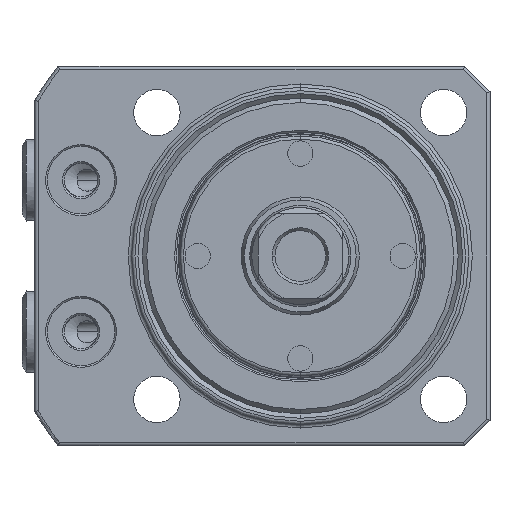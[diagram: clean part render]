
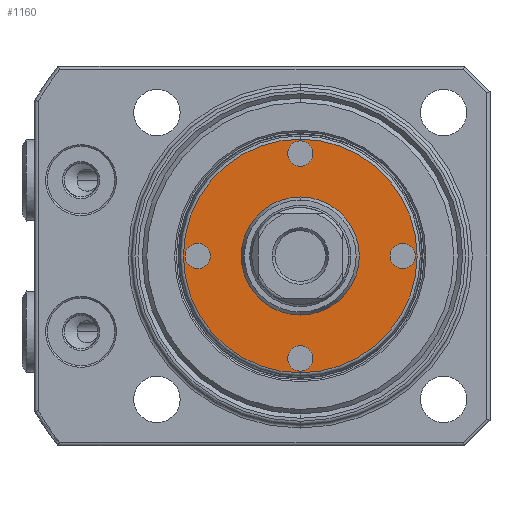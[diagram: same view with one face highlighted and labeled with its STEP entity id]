
A CAD part, front view. The second image highlights one B-rep face of the part: STEP entity #1160.
In plain terms, the highlighted planar face has unit normal (0, -1, 0).
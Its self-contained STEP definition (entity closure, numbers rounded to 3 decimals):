
#271 = VERTEX_POINT ( 'NONE', #9335 ) ;
#272 = VERTEX_POINT ( 'NONE', #9336 ) ;
#274 = VERTEX_POINT ( 'NONE', #9338 ) ;
#275 = VERTEX_POINT ( 'NONE', #9339 ) ;
#297 = AXIS2_PLACEMENT_3D ( 'NONE', #3375, #3385, #3386 ) ;
#299 = AXIS2_PLACEMENT_3D ( 'NONE', #3360, #3361, #3362 ) ;
#314 = AXIS2_PLACEMENT_3D ( 'NONE', #3339, #3340, #3341 ) ;
#320 = AXIS2_PLACEMENT_3D ( 'NONE', #3327, #3328, #3329 ) ;
#326 = AXIS2_PLACEMENT_3D ( 'NONE', #3315, #3316, #3317 ) ;
#334 = AXIS2_PLACEMENT_3D ( 'NONE', #3282, #3289, #3290 ) ;
#347 = AXIS2_PLACEMENT_3D ( 'NONE', #3303, #3304, #3305 ) ;
#815 = AXIS2_PLACEMENT_3D ( 'NONE', #2074, #2075, #2076 ) ;
#816 = AXIS2_PLACEMENT_3D ( 'NONE', #7610, #2072, #2073 ) ;
#817 = AXIS2_PLACEMENT_3D ( 'NONE', #7607, #7608, #7609 ) ;
#819 = AXIS2_PLACEMENT_3D ( 'NONE', #7604, #7605, #7606 ) ;
#824 = AXIS2_PLACEMENT_3D ( 'NONE', #7601, #7602, #7603 ) ;
#1160 = ADVANCED_FACE ( 'NONE', ( #4811, #4808, #4806, #4804, #4802, #4801 ), #1612, .F. ) ;
#1612 = PLANE ( 'NONE',  #4807 ) ;
#1613 = CARTESIAN_POINT ( 'NONE',  ( 0., 0., 0. ) ) ;
#1614 = DIRECTION ( 'NONE',  ( 0., 1., 0. ) ) ;
#1615 = DIRECTION ( 'NONE',  ( 0., 0., 1. ) ) ;
#2072 = DIRECTION ( 'NONE',  ( 0., -1., 0. ) ) ;
#2073 = DIRECTION ( 'NONE',  ( 0., 0., -1. ) ) ;
#2074 = CARTESIAN_POINT ( 'NONE',  ( 12.15, 0., 0. ) ) ;
#2075 = DIRECTION ( 'NONE',  ( 0., -1., 0. ) ) ;
#2076 = DIRECTION ( 'NONE',  ( 0., 0., -1. ) ) ;
#3282 = CARTESIAN_POINT ( 'NONE',  ( 0., 0., 0. ) ) ;
#3289 = DIRECTION ( 'NONE',  ( 0., 1., 0. ) ) ;
#3290 = DIRECTION ( 'NONE',  ( 0., 0., 1. ) ) ;
#3303 = CARTESIAN_POINT ( 'NONE',  ( 12.15, 0., 0. ) ) ;
#3304 = DIRECTION ( 'NONE',  ( 0., -1., 0. ) ) ;
#3305 = DIRECTION ( 'NONE',  ( 0., 0., -1. ) ) ;
#3315 = CARTESIAN_POINT ( 'NONE',  ( 0., 0., -12.15 ) ) ;
#3316 = DIRECTION ( 'NONE',  ( 0., -1., 0. ) ) ;
#3317 = DIRECTION ( 'NONE',  ( 0., 0., -1. ) ) ;
#3327 = CARTESIAN_POINT ( 'NONE',  ( -12.15, 0., 0. ) ) ;
#3328 = DIRECTION ( 'NONE',  ( 0., -1., 0. ) ) ;
#3329 = DIRECTION ( 'NONE',  ( 0., 0., -1. ) ) ;
#3339 = CARTESIAN_POINT ( 'NONE',  ( 0., 0., 12.15 ) ) ;
#3340 = DIRECTION ( 'NONE',  ( 0., -1., 0. ) ) ;
#3341 = DIRECTION ( 'NONE',  ( 0., 0., -1. ) ) ;
#3360 = CARTESIAN_POINT ( 'NONE',  ( 0., 0., 0. ) ) ;
#3361 = DIRECTION ( 'NONE',  ( 0., -1., 0. ) ) ;
#3362 = DIRECTION ( 'NONE',  ( 0., 0., 1. ) ) ;
#3375 = CARTESIAN_POINT ( 'NONE',  ( 0., 0., 0. ) ) ;
#3385 = DIRECTION ( 'NONE',  ( 0., 1., 0. ) ) ;
#3386 = DIRECTION ( 'NONE',  ( 0., 0., 1. ) ) ;
#4542 = ORIENTED_EDGE ( 'NONE', *, *, #8593, .T. ) ;
#4544 = ORIENTED_EDGE ( 'NONE', *, *, #8625, .T. ) ;
#4545 = ORIENTED_EDGE ( 'NONE', *, *, #8287, .T. ) ;
#4801 = FACE_BOUND ( 'NONE', #5386, .T. ) ;
#4802 = FACE_BOUND ( 'NONE', #5385, .T. ) ;
#4804 = FACE_BOUND ( 'NONE', #5383, .T. ) ;
#4806 = FACE_BOUND ( 'NONE', #5382, .T. ) ;
#4807 = AXIS2_PLACEMENT_3D ( 'NONE', #1613, #1614, #1615 ) ;
#4808 = FACE_OUTER_BOUND ( 'NONE', #5506, .T. ) ;
#4811 = FACE_BOUND ( 'NONE', #5512, .T. ) ;
#5315 = VERTEX_POINT ( 'NONE', #7219 ) ;
#5316 = VERTEX_POINT ( 'NONE', #7220 ) ;
#5319 = VERTEX_POINT ( 'NONE', #7223 ) ;
#5382 = EDGE_LOOP ( 'NONE', ( #9277, #9275 ) ) ;
#5383 = EDGE_LOOP ( 'NONE', ( #9279, #9273 ) ) ;
#5385 = EDGE_LOOP ( 'NONE', ( #9276, #9271 ) ) ;
#5386 = EDGE_LOOP ( 'NONE', ( #9274, #9269 ) ) ;
#5506 = EDGE_LOOP ( 'NONE', ( #4545, #9278 ) ) ;
#5512 = EDGE_LOOP ( 'NONE', ( #4544, #4542 ) ) ;
#6163 = CARTESIAN_POINT ( 'NONE',  ( 0., 0., -10.65 ) ) ;
#6167 = CARTESIAN_POINT ( 'NONE',  ( -12.15, 0., -1.5 ) ) ;
#6169 = CARTESIAN_POINT ( 'NONE',  ( 12.15, 0., -1.5 ) ) ;
#6170 = CARTESIAN_POINT ( 'NONE',  ( -12.15, 0., 1.5 ) ) ;
#6171 = CARTESIAN_POINT ( 'NONE',  ( 0., 0., -13.65 ) ) ;
#7219 = CARTESIAN_POINT ( 'NONE',  ( 0., 0., 7. ) ) ;
#7220 = CARTESIAN_POINT ( 'NONE',  ( 0., 0., -7. ) ) ;
#7223 = CARTESIAN_POINT ( 'NONE',  ( 12.15, 0., 1.5 ) ) ;
#7601 = CARTESIAN_POINT ( 'NONE',  ( 0., 0., 0. ) ) ;
#7602 = DIRECTION ( 'NONE',  ( 0., -1., 0. ) ) ;
#7603 = DIRECTION ( 'NONE',  ( 0., 0., 1. ) ) ;
#7604 = CARTESIAN_POINT ( 'NONE',  ( 0., 0., 12.15 ) ) ;
#7605 = DIRECTION ( 'NONE',  ( 0., -1., 0. ) ) ;
#7606 = DIRECTION ( 'NONE',  ( 0., 0., -1. ) ) ;
#7607 = CARTESIAN_POINT ( 'NONE',  ( -12.15, 0., 0. ) ) ;
#7608 = DIRECTION ( 'NONE',  ( 0., -1., 0. ) ) ;
#7609 = DIRECTION ( 'NONE',  ( 0., 0., -1. ) ) ;
#7610 = CARTESIAN_POINT ( 'NONE',  ( 0., 0., -12.15 ) ) ;
#7720 = CIRCLE ( 'NONE', #815, 1.5 ) ;
#7721 = CIRCLE ( 'NONE', #816, 1.5 ) ;
#7938 = CIRCLE ( 'NONE', #297, 7. ) ;
#7942 = CIRCLE ( 'NONE', #299, 13.856 ) ;
#7948 = CIRCLE ( 'NONE', #314, 1.5 ) ;
#7950 = CIRCLE ( 'NONE', #320, 1.5 ) ;
#7952 = CIRCLE ( 'NONE', #326, 1.5 ) ;
#7954 = CIRCLE ( 'NONE', #347, 1.5 ) ;
#7957 = CIRCLE ( 'NONE', #334, 7. ) ;
#8153 = CIRCLE ( 'NONE', #817, 1.5 ) ;
#8154 = CIRCLE ( 'NONE', #819, 1.5 ) ;
#8155 = CIRCLE ( 'NONE', #824, 13.856 ) ;
#8287 = EDGE_CURVE ( 'NONE', #274, #275, #8155, .T. ) ;
#8288 = EDGE_CURVE ( 'NONE', #271, #272, #8154, .T. ) ;
#8289 = EDGE_CURVE ( 'NONE', #9084, #9087, #8153, .T. ) ;
#8290 = EDGE_CURVE ( 'NONE', #9088, #9080, #7721, .T. ) ;
#8291 = EDGE_CURVE ( 'NONE', #9086, #5319, #7720, .T. ) ;
#8593 = EDGE_CURVE ( 'NONE', #5316, #5315, #7957, .T. ) ;
#8598 = EDGE_CURVE ( 'NONE', #5319, #9086, #7954, .T. ) ;
#8602 = EDGE_CURVE ( 'NONE', #9080, #9088, #7952, .T. ) ;
#8606 = EDGE_CURVE ( 'NONE', #9087, #9084, #7950, .T. ) ;
#8610 = EDGE_CURVE ( 'NONE', #272, #271, #7948, .T. ) ;
#8617 = EDGE_CURVE ( 'NONE', #275, #274, #7942, .T. ) ;
#8625 = EDGE_CURVE ( 'NONE', #5315, #5316, #7938, .T. ) ;
#9080 = VERTEX_POINT ( 'NONE', #6163 ) ;
#9084 = VERTEX_POINT ( 'NONE', #6167 ) ;
#9086 = VERTEX_POINT ( 'NONE', #6169 ) ;
#9087 = VERTEX_POINT ( 'NONE', #6170 ) ;
#9088 = VERTEX_POINT ( 'NONE', #6171 ) ;
#9269 = ORIENTED_EDGE ( 'NONE', *, *, #8598, .F. ) ;
#9271 = ORIENTED_EDGE ( 'NONE', *, *, #8602, .F. ) ;
#9273 = ORIENTED_EDGE ( 'NONE', *, *, #8606, .F. ) ;
#9274 = ORIENTED_EDGE ( 'NONE', *, *, #8291, .F. ) ;
#9275 = ORIENTED_EDGE ( 'NONE', *, *, #8610, .F. ) ;
#9276 = ORIENTED_EDGE ( 'NONE', *, *, #8290, .F. ) ;
#9277 = ORIENTED_EDGE ( 'NONE', *, *, #8288, .F. ) ;
#9278 = ORIENTED_EDGE ( 'NONE', *, *, #8617, .T. ) ;
#9279 = ORIENTED_EDGE ( 'NONE', *, *, #8289, .F. ) ;
#9335 = CARTESIAN_POINT ( 'NONE',  ( 0., 0., 10.65 ) ) ;
#9336 = CARTESIAN_POINT ( 'NONE',  ( 0., 0., 13.65 ) ) ;
#9338 = CARTESIAN_POINT ( 'NONE',  ( 0., 0., 13.856 ) ) ;
#9339 = CARTESIAN_POINT ( 'NONE',  ( 0., 0., -13.856 ) ) ;
